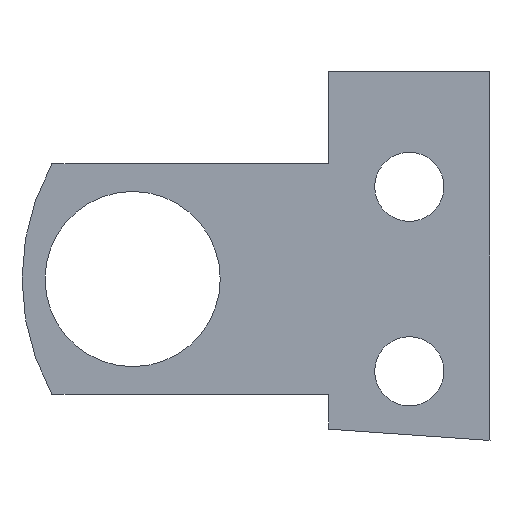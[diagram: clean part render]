
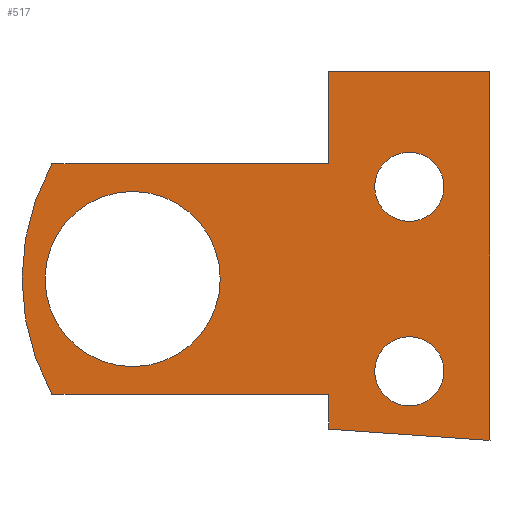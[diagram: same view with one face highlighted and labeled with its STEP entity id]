
A CAD part, left-side view. The second image highlights one B-rep face of the part: STEP entity #517.
In plain terms, the highlighted planar face has unit normal (-1, 0, 0).
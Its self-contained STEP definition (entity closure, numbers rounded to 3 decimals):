
#2 = DIRECTION ( 'NONE',  ( 1., 0., 0. ) ) ;
#11 = CARTESIAN_POINT ( 'NONE',  ( 0., 0., -3.8 ) ) ;
#18 = EDGE_CURVE ( 'NONE', #185, #60, #171, .T. ) ;
#20 = AXIS2_PLACEMENT_3D ( 'NONE', #322, #114, #286 ) ;
#24 = CARTESIAN_POINT ( 'NONE',  ( 0., -8.5, -5. ) ) ;
#26 = EDGE_CURVE ( 'NONE', #318, #306, #425, .T. ) ;
#27 = CARTESIAN_POINT ( 'NONE',  ( 0., -15.5, 9. ) ) ;
#35 = CARTESIAN_POINT ( 'NONE',  ( 0., 3.5, -5. ) ) ;
#46 = CARTESIAN_POINT ( 'NONE',  ( 0., -8.5, 9. ) ) ;
#49 = AXIS2_PLACEMENT_3D ( 'NONE', #483, #272, #267 ) ;
#50 = CIRCLE ( 'NONE', #101, 3.8 ) ;
#53 = EDGE_CURVE ( 'NONE', #420, #65, #129, .T. ) ;
#60 = VERTEX_POINT ( 'NONE', #35 ) ;
#63 = DIRECTION ( 'NONE',  ( 1., 0., 0. ) ) ;
#65 = VERTEX_POINT ( 'NONE', #225 ) ;
#71 = VECTOR ( 'NONE', #254, 1000. ) ;
#74 = EDGE_CURVE ( 'NONE', #123, #155, #319, .T. ) ;
#75 = CARTESIAN_POINT ( 'NONE',  ( 0., 0., 0. ) ) ;
#76 = ORIENTED_EDGE ( 'NONE', *, *, #74, .T. ) ;
#77 = DIRECTION ( 'NONE',  ( 1., 0., 0. ) ) ;
#81 = EDGE_LOOP ( 'NONE', ( #525, #367 ) ) ;
#100 = DIRECTION ( 'NONE',  ( 0., 0., -1. ) ) ;
#101 = AXIS2_PLACEMENT_3D ( 'NONE', #298, #458, #305 ) ;
#102 = LINE ( 'NONE', #193, #288 ) ;
#104 = PLANE ( 'NONE',  #299 ) ;
#108 = ORIENTED_EDGE ( 'NONE', *, *, #26, .F. ) ;
#114 = DIRECTION ( 'NONE',  ( 1., 0., 0. ) ) ;
#121 = ORIENTED_EDGE ( 'NONE', *, *, #237, .F. ) ;
#123 = VERTEX_POINT ( 'NONE', #220 ) ;
#129 = LINE ( 'NONE', #176, #71 ) ;
#134 = CARTESIAN_POINT ( 'NONE',  ( 0., -8.5, -5. ) ) ;
#135 = CIRCLE ( 'NONE', #307, 1.5 ) ;
#144 = CIRCLE ( 'NONE', #183, 1.5 ) ;
#147 = CARTESIAN_POINT ( 'NONE',  ( 0., -5.465, 0. ) ) ;
#155 = VERTEX_POINT ( 'NONE', #394 ) ;
#158 = CARTESIAN_POINT ( 'NONE',  ( 0., -8.5, 5. ) ) ;
#161 = EDGE_LOOP ( 'NONE', ( #204, #76 ) ) ;
#163 = VECTOR ( 'NONE', #470, 1000. ) ;
#167 = EDGE_CURVE ( 'NONE', #499, #475, #135, .T. ) ;
#171 = LINE ( 'NONE', #134, #163 ) ;
#172 = CIRCLE ( 'NONE', #477, 3.8 ) ;
#174 = EDGE_CURVE ( 'NONE', #65, #185, #102, .T. ) ;
#176 = CARTESIAN_POINT ( 'NONE',  ( 0., -15.5, -7. ) ) ;
#179 = DIRECTION ( 'NONE',  ( 1., 0., 0. ) ) ;
#183 = AXIS2_PLACEMENT_3D ( 'NONE', #476, #179, #316 ) ;
#185 = VERTEX_POINT ( 'NONE', #24 ) ;
#193 = CARTESIAN_POINT ( 'NONE',  ( 0., -8.5, -5. ) ) ;
#204 = ORIENTED_EDGE ( 'NONE', *, *, #550, .T. ) ;
#214 = ORIENTED_EDGE ( 'NONE', *, *, #174, .F. ) ;
#217 = VERTEX_POINT ( 'NONE', #27 ) ;
#219 = DIRECTION ( 'NONE',  ( 0., 0., 1. ) ) ;
#220 = CARTESIAN_POINT ( 'NONE',  ( 0., -12., 2.5 ) ) ;
#225 = CARTESIAN_POINT ( 'NONE',  ( 0., -8.5, -6.511 ) ) ;
#229 = EDGE_CURVE ( 'NONE', #60, #556, #270, .T. ) ;
#236 = CARTESIAN_POINT ( 'NONE',  ( 0., -8.5, 9. ) ) ;
#237 = EDGE_CURVE ( 'NONE', #306, #217, #405, .T. ) ;
#254 = DIRECTION ( 'NONE',  ( 0., 0.998, 0.07 ) ) ;
#260 = CARTESIAN_POINT ( 'NONE',  ( 0., -15.5, -7. ) ) ;
#267 = DIRECTION ( 'NONE',  ( 0., 0., -1. ) ) ;
#270 = CIRCLE ( 'NONE', #20, 10.265 ) ;
#271 = FACE_OUTER_BOUND ( 'NONE', #377, .T. ) ;
#272 = DIRECTION ( 'NONE',  ( 1., 0., 0. ) ) ;
#281 = VECTOR ( 'NONE', #100, 1000. ) ;
#286 = DIRECTION ( 'NONE',  ( 0., 0., -1. ) ) ;
#288 = VECTOR ( 'NONE', #434, 1000. ) ;
#296 = ORIENTED_EDGE ( 'NONE', *, *, #53, .F. ) ;
#298 = CARTESIAN_POINT ( 'NONE',  ( 0., 0., 0. ) ) ;
#299 = AXIS2_PLACEMENT_3D ( 'NONE', #147, #2, #519 ) ;
#302 = ORIENTED_EDGE ( 'NONE', *, *, #229, .F. ) ;
#305 = DIRECTION ( 'NONE',  ( 0., 0., -1. ) ) ;
#306 = VERTEX_POINT ( 'NONE', #236 ) ;
#307 = AXIS2_PLACEMENT_3D ( 'NONE', #353, #520, #387 ) ;
#311 = FACE_BOUND ( 'NONE', #557, .T. ) ;
#312 = EDGE_CURVE ( 'NONE', #475, #499, #339, .T. ) ;
#316 = DIRECTION ( 'NONE',  ( 0., 0., -1. ) ) ;
#318 = VERTEX_POINT ( 'NONE', #158 ) ;
#319 = CIRCLE ( 'NONE', #49, 1.5 ) ;
#320 = EDGE_CURVE ( 'NONE', #495, #375, #172, .T. ) ;
#322 = CARTESIAN_POINT ( 'NONE',  ( 0., -5.465, 0. ) ) ;
#325 = ORIENTED_EDGE ( 'NONE', *, *, #481, .F. ) ;
#339 = CIRCLE ( 'NONE', #395, 1.5 ) ;
#348 = CARTESIAN_POINT ( 'NONE',  ( 0., 3.5, 5. ) ) ;
#352 = CARTESIAN_POINT ( 'NONE',  ( 0., -8.5, 5. ) ) ;
#353 = CARTESIAN_POINT ( 'NONE',  ( 0., -12., -4. ) ) ;
#358 = DIRECTION ( 'NONE',  ( 0., -1., 0. ) ) ;
#361 = EDGE_CURVE ( 'NONE', #375, #495, #50, .T. ) ;
#367 = ORIENTED_EDGE ( 'NONE', *, *, #320, .T. ) ;
#368 = CARTESIAN_POINT ( 'NONE',  ( 0., -15.5, 9. ) ) ;
#375 = VERTEX_POINT ( 'NONE', #546 ) ;
#377 = EDGE_LOOP ( 'NONE', ( #121, #108, #547, #302, #388, #214, #296, #325 ) ) ;
#385 = ORIENTED_EDGE ( 'NONE', *, *, #312, .T. ) ;
#386 = LINE ( 'NONE', #352, #413 ) ;
#387 = DIRECTION ( 'NONE',  ( 0., 0., -1. ) ) ;
#388 = ORIENTED_EDGE ( 'NONE', *, *, #18, .F. ) ;
#394 = CARTESIAN_POINT ( 'NONE',  ( 0., -12., 5.5 ) ) ;
#395 = AXIS2_PLACEMENT_3D ( 'NONE', #446, #63, #455 ) ;
#405 = LINE ( 'NONE', #368, #441 ) ;
#413 = VECTOR ( 'NONE', #358, 1000. ) ;
#420 = VERTEX_POINT ( 'NONE', #260 ) ;
#423 = VECTOR ( 'NONE', #219, 1000. ) ;
#425 = LINE ( 'NONE', #46, #423 ) ;
#433 = FACE_BOUND ( 'NONE', #161, .T. ) ;
#434 = DIRECTION ( 'NONE',  ( 0., 0., 1. ) ) ;
#436 = FACE_BOUND ( 'NONE', #81, .T. ) ;
#439 = LINE ( 'NONE', #471, #281 ) ;
#441 = VECTOR ( 'NONE', #542, 1000. ) ;
#444 = DIRECTION ( 'NONE',  ( 0., 0., -1. ) ) ;
#446 = CARTESIAN_POINT ( 'NONE',  ( 0., -12., -4. ) ) ;
#455 = DIRECTION ( 'NONE',  ( 0., 0., -1. ) ) ;
#458 = DIRECTION ( 'NONE',  ( 1., 0., 0. ) ) ;
#470 = DIRECTION ( 'NONE',  ( 0., 1., 0. ) ) ;
#471 = CARTESIAN_POINT ( 'NONE',  ( 0., -15.5, -7. ) ) ;
#473 = CARTESIAN_POINT ( 'NONE',  ( 0., -12., -2.5 ) ) ;
#475 = VERTEX_POINT ( 'NONE', #521 ) ;
#476 = CARTESIAN_POINT ( 'NONE',  ( 0., -12., 4. ) ) ;
#477 = AXIS2_PLACEMENT_3D ( 'NONE', #75, #77, #444 ) ;
#481 = EDGE_CURVE ( 'NONE', #217, #420, #439, .T. ) ;
#483 = CARTESIAN_POINT ( 'NONE',  ( 0., -12., 4. ) ) ;
#495 = VERTEX_POINT ( 'NONE', #11 ) ;
#499 = VERTEX_POINT ( 'NONE', #473 ) ;
#507 = EDGE_CURVE ( 'NONE', #556, #318, #386, .T. ) ;
#511 = ORIENTED_EDGE ( 'NONE', *, *, #167, .T. ) ;
#517 = ADVANCED_FACE ( 'NONE', ( #271, #436, #433, #311 ), #104, .F. ) ;
#519 = DIRECTION ( 'NONE',  ( 0., 0., -1. ) ) ;
#520 = DIRECTION ( 'NONE',  ( 1., 0., 0. ) ) ;
#521 = CARTESIAN_POINT ( 'NONE',  ( 0., -12., -5.5 ) ) ;
#525 = ORIENTED_EDGE ( 'NONE', *, *, #361, .T. ) ;
#542 = DIRECTION ( 'NONE',  ( 0., -1., 0. ) ) ;
#546 = CARTESIAN_POINT ( 'NONE',  ( 0., 0., 3.8 ) ) ;
#547 = ORIENTED_EDGE ( 'NONE', *, *, #507, .F. ) ;
#550 = EDGE_CURVE ( 'NONE', #155, #123, #144, .T. ) ;
#556 = VERTEX_POINT ( 'NONE', #348 ) ;
#557 = EDGE_LOOP ( 'NONE', ( #511, #385 ) ) ;
